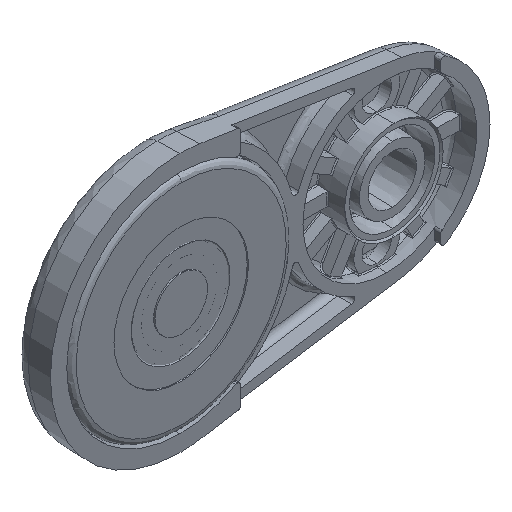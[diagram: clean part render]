
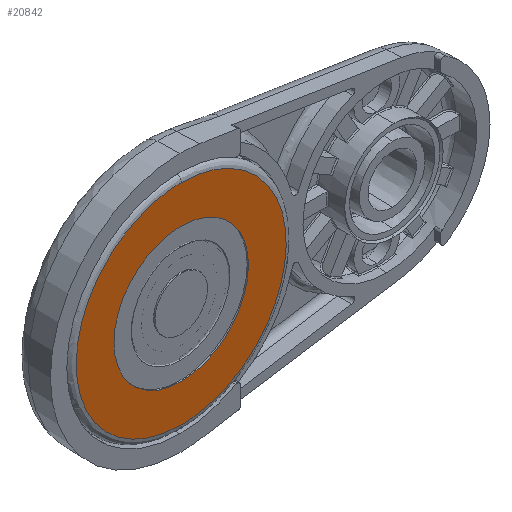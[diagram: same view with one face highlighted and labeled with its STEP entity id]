
A CAD part, isometric view. The second image highlights one B-rep face of the part: STEP entity #20842.
In plain terms, the highlighted planar face has unit normal (0, -1, 0).
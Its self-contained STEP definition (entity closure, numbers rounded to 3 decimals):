
#63 = AXIS2_PLACEMENT_3D ( 'NONE', #24167, #9204, #26633 ) ;
#645 = CARTESIAN_POINT ( 'NONE',  ( 39.5, -0.382, -32. ) ) ;
#658 = FACE_OUTER_BOUND ( 'NONE', #16247, .T. ) ;
#1946 =( BOUNDED_CURVE ( )  B_SPLINE_CURVE ( 3, ( #12607, #24813, #14989, #29885 ),
 .UNSPECIFIED., .F., .T. ) 
 B_SPLINE_CURVE_WITH_KNOTS ( ( 4, 4 ),
 ( 0., 1. ),
 .UNSPECIFIED. ) 
 CURVE ( )  GEOMETRIC_REPRESENTATION_ITEM ( )  RATIONAL_B_SPLINE_CURVE ( ( 1., 0.333, 0.333, 1. ) ) 
 REPRESENTATION_ITEM ( '' )  );
#4067 = ORIENTED_EDGE ( 'NONE', *, *, #10444, .T. ) ;
#6186 =( BOUNDED_CURVE ( )  B_SPLINE_CURVE ( 3, ( #8943, #26388, #11498, #28773 ),
 .UNSPECIFIED., .F., .T. ) 
 B_SPLINE_CURVE_WITH_KNOTS ( ( 4, 4 ),
 ( 0., 1. ),
 .UNSPECIFIED. ) 
 CURVE ( )  GEOMETRIC_REPRESENTATION_ITEM ( )  RATIONAL_B_SPLINE_CURVE ( ( 1., 0.333, 0.333, 1. ) ) 
 REPRESENTATION_ITEM ( '' )  );
#7251 = AXIS2_PLACEMENT_3D ( 'NONE', #22451, #7463, #24938 ) ;
#7336 = FACE_BOUND ( 'NONE', #30599, .T. ) ;
#7463 = DIRECTION ( 'NONE',  ( 0., 1., 0. ) ) ;
#8626 = EDGE_CURVE ( 'NONE', #31021, #26281, #1946, .T. ) ;
#8943 = CARTESIAN_POINT ( 'NONE',  ( 39.5, -0.382, 32. ) ) ;
#9204 = DIRECTION ( 'NONE',  ( 0., -1., 0. ) ) ;
#9582 = CARTESIAN_POINT ( 'NONE',  ( 39.5, -0.382, 20.5 ) ) ;
#10098 = VERTEX_POINT ( 'NONE', #16982 ) ;
#10444 = EDGE_CURVE ( 'NONE', #10952, #10098, #29211, .T. ) ;
#10952 = VERTEX_POINT ( 'NONE', #9582 ) ;
#11498 = CARTESIAN_POINT ( 'NONE',  ( 103.5, -0.382, -32. ) ) ;
#12292 = CARTESIAN_POINT ( 'NONE',  ( 39.5, -0.382, 0. ) ) ;
#12436 = ORIENTED_EDGE ( 'NONE', *, *, #18537, .T. ) ;
#12607 = CARTESIAN_POINT ( 'NONE',  ( 39.5, -0.382, -32. ) ) ;
#14654 = AXIS2_PLACEMENT_3D ( 'NONE', #12292, #29564, #14779 ) ;
#14779 = DIRECTION ( 'NONE',  ( 0., 0., -1. ) ) ;
#14989 = CARTESIAN_POINT ( 'NONE',  ( -24.5, -0.382, 32. ) ) ;
#16141 = EDGE_CURVE ( 'NONE', #26281, #31021, #6186, .T. ) ;
#16247 = EDGE_LOOP ( 'NONE', ( #24646, #17244 ) ) ;
#16572 = CIRCLE ( 'NONE', #14654, 20.5 ) ;
#16982 = CARTESIAN_POINT ( 'NONE',  ( 39.5, -0.382, -20.5 ) ) ;
#17244 = ORIENTED_EDGE ( 'NONE', *, *, #8626, .F. ) ;
#18537 = EDGE_CURVE ( 'NONE', #10098, #10952, #16572, .T. ) ;
#20842 = ADVANCED_FACE ( 'NONE', ( #7336, #658 ), #31421, .T. ) ;
#22451 = CARTESIAN_POINT ( 'NONE',  ( 39.5, -0.382, 0. ) ) ;
#24167 = CARTESIAN_POINT ( 'NONE',  ( 60., -0.382, 0. ) ) ;
#24646 = ORIENTED_EDGE ( 'NONE', *, *, #16141, .F. ) ;
#24813 = CARTESIAN_POINT ( 'NONE',  ( -24.5, -0.382, -32. ) ) ;
#24938 = DIRECTION ( 'NONE',  ( 0., 0., -1. ) ) ;
#26281 = VERTEX_POINT ( 'NONE', #27473 ) ;
#26388 = CARTESIAN_POINT ( 'NONE',  ( 103.5, -0.382, 32. ) ) ;
#26633 = DIRECTION ( 'NONE',  ( 0., 0., -1. ) ) ;
#27473 = CARTESIAN_POINT ( 'NONE',  ( 39.5, -0.382, 32. ) ) ;
#28773 = CARTESIAN_POINT ( 'NONE',  ( 39.5, -0.382, -32. ) ) ;
#29211 = CIRCLE ( 'NONE', #7251, 20.5 ) ;
#29564 = DIRECTION ( 'NONE',  ( 0., 1., 0. ) ) ;
#29885 = CARTESIAN_POINT ( 'NONE',  ( 39.5, -0.382, 32. ) ) ;
#30599 = EDGE_LOOP ( 'NONE', ( #12436, #4067 ) ) ;
#31021 = VERTEX_POINT ( 'NONE', #645 ) ;
#31421 = PLANE ( 'NONE',  #63 ) ;
